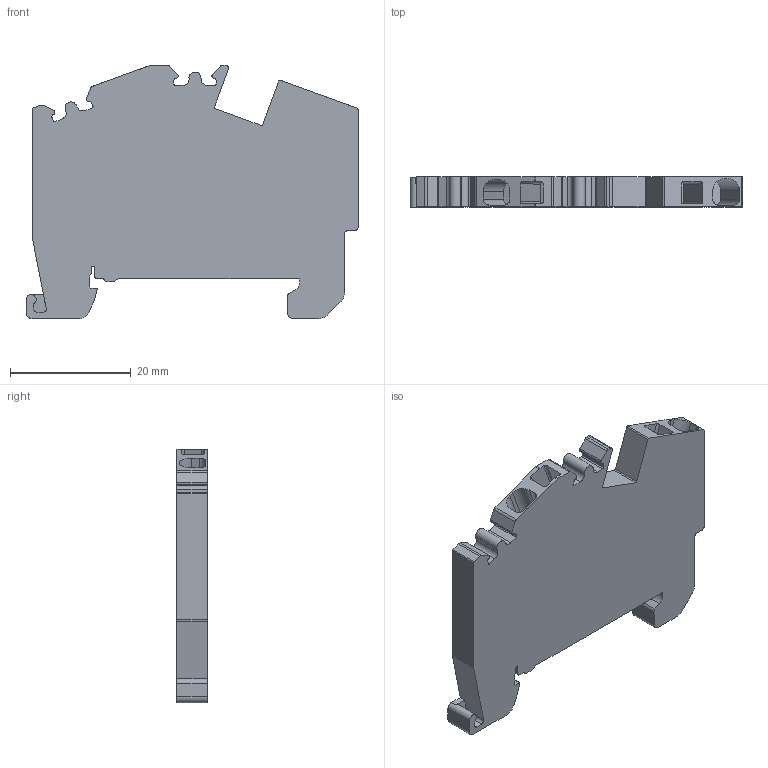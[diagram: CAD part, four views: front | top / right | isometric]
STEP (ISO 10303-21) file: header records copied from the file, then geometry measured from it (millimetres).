
FILE_DESCRIPTION( ( 'Unknown' ), '1' );
FILE_NAME( 'AGT2.5.stp', 'Unknown', ( 'Unknown' ), ( 'Unknown' ), 'PSStep 14.0', 'Unknown', ' ' );
FILE_SCHEMA( ( 'AUTOMOTIVE_DESIGN { 1 0 10303 214 1 1 1 1 }' ) );
Length unit declared in the file: millimetre
Products named in the file (1): 1
Bounding box: 55 x 5 x 42 mm (x, y, z)
Volume: 8153.9 mm3; surface area: 5278.7 mm2
Topology: 1 solids, 1 shells, 149 faces, 432 edges, 288 vertices
Faces by surface type: plane 81, cylinder 68
Entity records: 6151 total; most frequent: CARTESIAN_POINT 870, DIRECTION 869, ORIENTED_EDGE 864, EDGE_CURVE 432, LINE 295, VECTOR 295, VERTEX_POINT 288, AXIS2_PLACEMENT_3D 287
